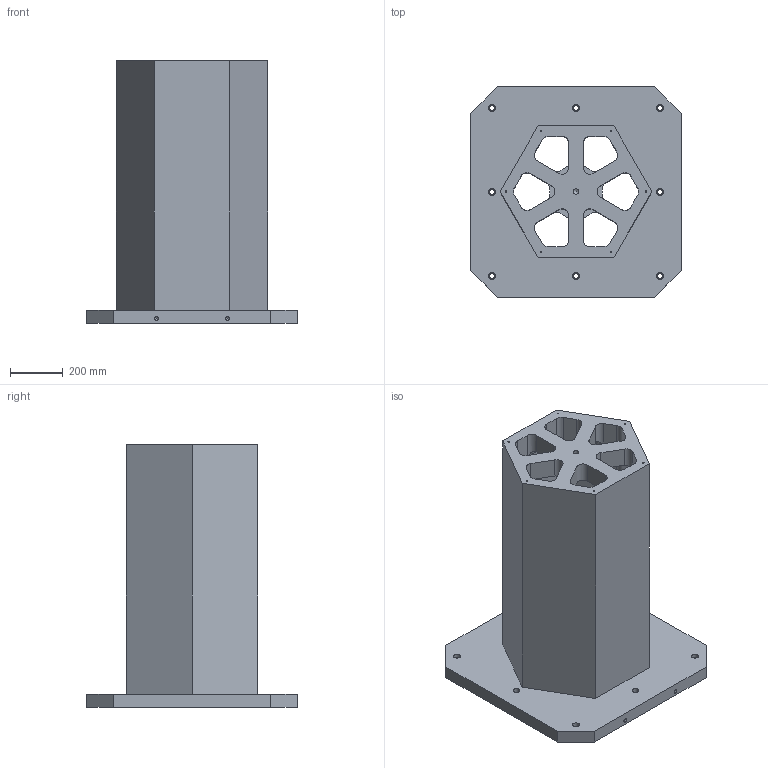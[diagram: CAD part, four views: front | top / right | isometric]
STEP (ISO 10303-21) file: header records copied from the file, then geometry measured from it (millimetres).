
FILE_DESCRIPTION( ( 'Unknown' ), '1' );
FILE_NAME( 'BP31-800800-1000.stp', 'Unknown', ( 'S.C.H' ), ( 'Unknown' ), 'XStep 1.0', 'Unknown', ' ' );
FILE_SCHEMA( ( 'CONFIG_CONTROL_DESIGN' ) );
Length unit declared in the file: millimetre
Products named in the file (1): 1
Bounding box: 800 x 800 x 1000 mm (x, y, z)
Volume: 97640606.9 mm3; surface area: 4831835.5 mm2
Topology: 1 solids, 1 shells, 203 faces, 570 edges, 364 vertices
Faces by surface type: cylinder 122, plane 71, cone 10
Full cylindrical faces by diameter (mm): 5 x6, 14 x3, 18 x8, 21 x1, 26 x8
Entity records: 6356 total; most frequent: DIRECTION 1118, CARTESIAN_POINT 1072, ORIENTED_EDGE 1028, EDGE_CURVE 514, AXIS2_PLACEMENT_3D 400, VERTEX_POINT 354, LINE 318, VECTOR 318
